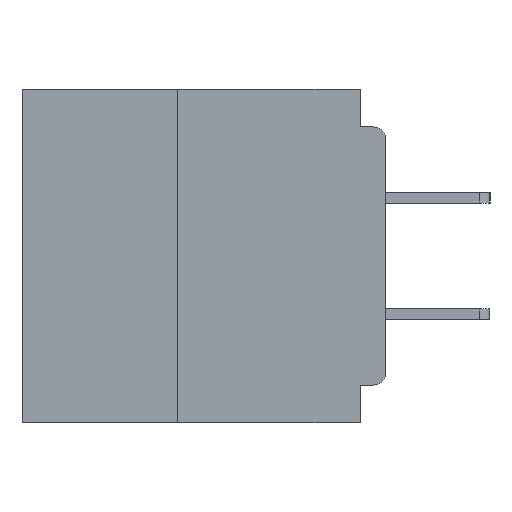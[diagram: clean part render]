
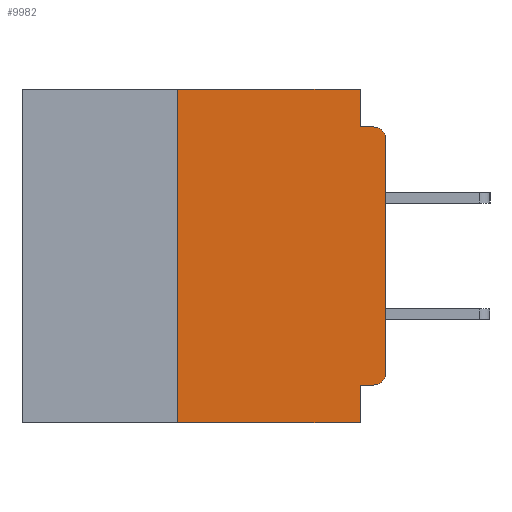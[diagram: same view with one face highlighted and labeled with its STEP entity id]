
A CAD part, left-side view. The second image highlights one B-rep face of the part: STEP entity #9982.
In plain terms, the highlighted planar face has unit normal (-1, 0, 0).
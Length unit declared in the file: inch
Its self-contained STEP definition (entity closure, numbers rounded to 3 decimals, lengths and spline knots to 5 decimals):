
#75 = DIRECTION ( 'NONE',  ( -1., 0., 0. ) ) ;
#756 = CIRCLE ( 'NONE', #30894, 0.015 ) ;
#1294 = VERTEX_POINT ( 'NONE', #20724 ) ;
#2056 = DIRECTION ( 'NONE',  ( 0., 1., 0. ) ) ;
#3297 = DIRECTION ( 'NONE',  ( 0., 0., -1. ) ) ;
#3982 = CARTESIAN_POINT ( 'NONE',  ( 0., 0.437, 0. ) ) ;
#4277 = VERTEX_POINT ( 'NONE', #23698 ) ;
#5258 = LINE ( 'NONE', #52393, #56383 ) ;
#5916 = VECTOR ( 'NONE', #27607, 39.37008 ) ;
#9185 = LINE ( 'NONE', #34294, #45545 ) ;
#9593 = LINE ( 'NONE', #3982, #29689 ) ;
#9691 = CARTESIAN_POINT ( 'NONE',  ( 0., 0.015, -0.045 ) ) ;
#9982 = ADVANCED_FACE ( 'NONE', ( #24848 ), #29001, .F. ) ;
#10507 = EDGE_CURVE ( 'NONE', #35060, #20991, #61079, .T. ) ;
#11191 = EDGE_CURVE ( 'NONE', #45523, #1294, #9185, .T. ) ;
#11637 = AXIS2_PLACEMENT_3D ( 'NONE', #29815, #75, #34796 ) ;
#12102 = EDGE_LOOP ( 'NONE', ( #25511, #39946, #49992, #38162, #42063, #35817, #48637, #24988, #60080, #37660 ) ) ;
#12192 = AXIS2_PLACEMENT_3D ( 'NONE', #33984, #48859, #19290 ) ;
#12434 = CARTESIAN_POINT ( 'NONE',  ( 0., 0.015, -0.355 ) ) ;
#13600 = EDGE_CURVE ( 'NONE', #52276, #34199, #27797, .T. ) ;
#15901 = VECTOR ( 'NONE', #2056, 39.37008 ) ;
#17526 = EDGE_CURVE ( 'NONE', #1294, #60009, #9593, .T. ) ;
#19148 = LINE ( 'NONE', #27402, #5916 ) ;
#19290 = DIRECTION ( 'NONE',  ( 0., 0., -1. ) ) ;
#20724 = CARTESIAN_POINT ( 'NONE',  ( 0., 0.25, 0. ) ) ;
#20991 = VERTEX_POINT ( 'NONE', #60321 ) ;
#22756 = EDGE_CURVE ( 'NONE', #60684, #33053, #756, .T. ) ;
#23421 = CARTESIAN_POINT ( 'NONE',  ( 0., 0.015, -0.34 ) ) ;
#23698 = CARTESIAN_POINT ( 'NONE',  ( 0., 0., -0.06 ) ) ;
#24848 = FACE_OUTER_BOUND ( 'NONE', #12102, .T. ) ;
#24988 = ORIENTED_EDGE ( 'NONE', *, *, #10507, .F. ) ;
#24998 = CARTESIAN_POINT ( 'NONE',  ( 0., 0.031, 0. ) ) ;
#25511 = ORIENTED_EDGE ( 'NONE', *, *, #61915, .T. ) ;
#26278 = VECTOR ( 'NONE', #36236, 39.37008 ) ;
#26300 = CARTESIAN_POINT ( 'NONE',  ( 0., 0., -0.045 ) ) ;
#27402 = CARTESIAN_POINT ( 'NONE',  ( 0., 0., 0. ) ) ;
#27462 = LINE ( 'NONE', #51654, #15901 ) ;
#27607 = DIRECTION ( 'NONE',  ( 0., 0., 1. ) ) ;
#27797 = LINE ( 'NONE', #26300, #26278 ) ;
#28362 = DIRECTION ( 'NONE',  ( 0., 0., -1. ) ) ;
#29001 = PLANE ( 'NONE',  #12192 ) ;
#29114 = CIRCLE ( 'NONE', #11637, 0.015 ) ;
#29689 = VECTOR ( 'NONE', #33709, 39.37008 ) ;
#29815 = CARTESIAN_POINT ( 'NONE',  ( 0., 0.015, -0.06 ) ) ;
#30894 = AXIS2_PLACEMENT_3D ( 'NONE', #23421, #57952, #28362 ) ;
#33053 = VERTEX_POINT ( 'NONE', #54316 ) ;
#33709 = DIRECTION ( 'NONE',  ( 0., -1., 0. ) ) ;
#33984 = CARTESIAN_POINT ( 'NONE',  ( 0., 0.437, 0. ) ) ;
#34199 = VERTEX_POINT ( 'NONE', #9691 ) ;
#34294 = CARTESIAN_POINT ( 'NONE',  ( 0., 0.25, -0.4 ) ) ;
#34796 = DIRECTION ( 'NONE',  ( 0., 0., -1. ) ) ;
#34824 = VECTOR ( 'NONE', #3297, 39.37008 ) ;
#35060 = VERTEX_POINT ( 'NONE', #45916 ) ;
#35817 = ORIENTED_EDGE ( 'NONE', *, *, #11191, .F. ) ;
#36236 = DIRECTION ( 'NONE',  ( 0., -1., 0. ) ) ;
#37660 = ORIENTED_EDGE ( 'NONE', *, *, #22756, .T. ) ;
#38162 = ORIENTED_EDGE ( 'NONE', *, *, #57371, .F. ) ;
#39269 = DIRECTION ( 'NONE',  ( 0., 0., 1. ) ) ;
#39946 = ORIENTED_EDGE ( 'NONE', *, *, #56709, .T. ) ;
#41432 = LINE ( 'NONE', #24998, #54533 ) ;
#42063 = ORIENTED_EDGE ( 'NONE', *, *, #17526, .F. ) ;
#42414 = EDGE_CURVE ( 'NONE', #45523, #20991, #5258, .T. ) ;
#45509 = EDGE_CURVE ( 'NONE', #60684, #35060, #27462, .T. ) ;
#45523 = VERTEX_POINT ( 'NONE', #61600 ) ;
#45545 = VECTOR ( 'NONE', #39269, 39.37008 ) ;
#45916 = CARTESIAN_POINT ( 'NONE',  ( 0., 0.031, -0.355 ) ) ;
#47928 = CARTESIAN_POINT ( 'NONE',  ( 0., 0.031, -0.4 ) ) ;
#48637 = ORIENTED_EDGE ( 'NONE', *, *, #42414, .T. ) ;
#48859 = DIRECTION ( 'NONE',  ( 1., 0., 0. ) ) ;
#49992 = ORIENTED_EDGE ( 'NONE', *, *, #13600, .F. ) ;
#51178 = CARTESIAN_POINT ( 'NONE',  ( 0., 0.031, 0. ) ) ;
#51654 = CARTESIAN_POINT ( 'NONE',  ( 0., 0., -0.355 ) ) ;
#52276 = VERTEX_POINT ( 'NONE', #54016 ) ;
#52393 = CARTESIAN_POINT ( 'NONE',  ( 0., 0.437, -0.4 ) ) ;
#54016 = CARTESIAN_POINT ( 'NONE',  ( 0., 0.031, -0.045 ) ) ;
#54316 = CARTESIAN_POINT ( 'NONE',  ( 0., 0., -0.34 ) ) ;
#54533 = VECTOR ( 'NONE', #59545, 39.37008 ) ;
#56383 = VECTOR ( 'NONE', #62332, 39.37008 ) ;
#56709 = EDGE_CURVE ( 'NONE', #4277, #34199, #29114, .T. ) ;
#57371 = EDGE_CURVE ( 'NONE', #60009, #52276, #41432, .T. ) ;
#57952 = DIRECTION ( 'NONE',  ( -1., 0., 0. ) ) ;
#59545 = DIRECTION ( 'NONE',  ( 0., 0., -1. ) ) ;
#60009 = VERTEX_POINT ( 'NONE', #51178 ) ;
#60080 = ORIENTED_EDGE ( 'NONE', *, *, #45509, .F. ) ;
#60321 = CARTESIAN_POINT ( 'NONE',  ( 0., 0.031, -0.4 ) ) ;
#60684 = VERTEX_POINT ( 'NONE', #12434 ) ;
#61079 = LINE ( 'NONE', #47928, #34824 ) ;
#61600 = CARTESIAN_POINT ( 'NONE',  ( 0., 0.25, -0.4 ) ) ;
#61915 = EDGE_CURVE ( 'NONE', #33053, #4277, #19148, .T. ) ;
#62332 = DIRECTION ( 'NONE',  ( 0., -1., 0. ) ) ;
